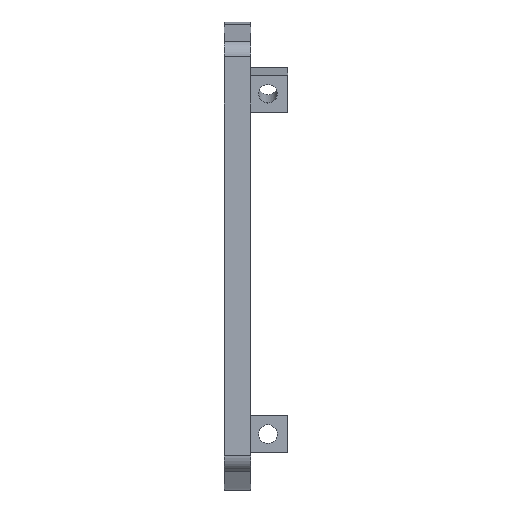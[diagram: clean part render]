
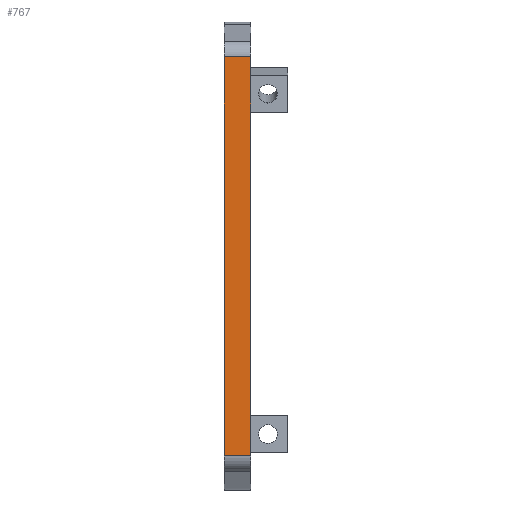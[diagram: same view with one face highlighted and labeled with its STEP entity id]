
A CAD part, left-side view. The second image highlights one B-rep face of the part: STEP entity #767.
In plain terms, the highlighted planar face has unit normal (-1, 0, 0).
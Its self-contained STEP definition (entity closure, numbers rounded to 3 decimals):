
#32=PLANE('',#853);
#71=FACE_OUTER_BOUND('',#117,.T.);
#117=EDGE_LOOP('',(#609,#610,#611,#612));
#167=LINE('',#1164,#251);
#197=LINE('',#1235,#281);
#198=LINE('',#1238,#282);
#199=LINE('',#1239,#283);
#251=VECTOR('',#944,10.);
#281=VECTOR('',#1000,10.);
#282=VECTOR('',#1003,10.);
#283=VECTOR('',#1004,10.);
#368=VERTEX_POINT('',#1161);
#369=VERTEX_POINT('',#1163);
#397=VERTEX_POINT('',#1233);
#398=VERTEX_POINT('',#1237);
#446=EDGE_CURVE('',#368,#369,#167,.T.);
#482=EDGE_CURVE('',#397,#368,#197,.T.);
#483=EDGE_CURVE('',#398,#397,#198,.T.);
#484=EDGE_CURVE('',#369,#398,#199,.T.);
#609=ORIENTED_EDGE('',*,*,#482,.F.);
#610=ORIENTED_EDGE('',*,*,#483,.F.);
#611=ORIENTED_EDGE('',*,*,#484,.F.);
#612=ORIENTED_EDGE('',*,*,#446,.F.);
#767=ADVANCED_FACE('',(#71),#32,.T.);
#853=AXIS2_PLACEMENT_3D('',#1236,#1001,#1002);
#944=DIRECTION('',(0.,0.,-1.));
#1000=DIRECTION('',(0.,-1.,0.));
#1001=DIRECTION('center_axis',(-1.,0.,0.));
#1002=DIRECTION('ref_axis',(0.,0.,-1.));
#1003=DIRECTION('',(0.,0.,1.));
#1004=DIRECTION('',(0.,1.,0.));
#1161=CARTESIAN_POINT('',(-137.035,0.,231.367));
#1163=CARTESIAN_POINT('',(-137.035,0.,156.391));
#1164=CARTESIAN_POINT('',(-137.035,0.,213.832));
#1233=CARTESIAN_POINT('',(-137.035,5.,231.367));
#1235=CARTESIAN_POINT('',(-137.035,2.5,231.367));
#1236=CARTESIAN_POINT('Origin',(-137.035,5.,233.732));
#1237=CARTESIAN_POINT('',(-137.035,5.,156.391));
#1238=CARTESIAN_POINT('',(-137.035,5.,153.932));
#1239=CARTESIAN_POINT('',(-137.035,2.5,156.391));
